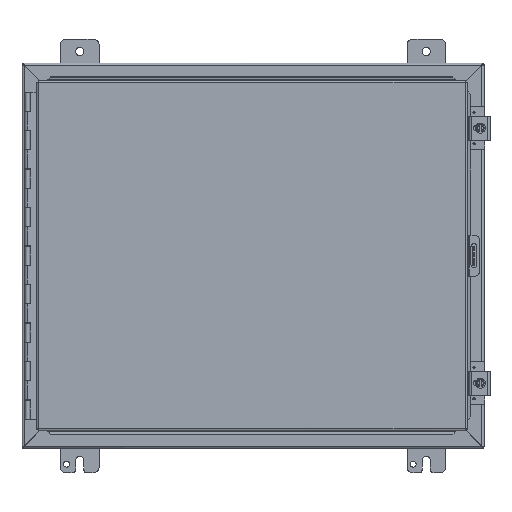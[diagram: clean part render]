
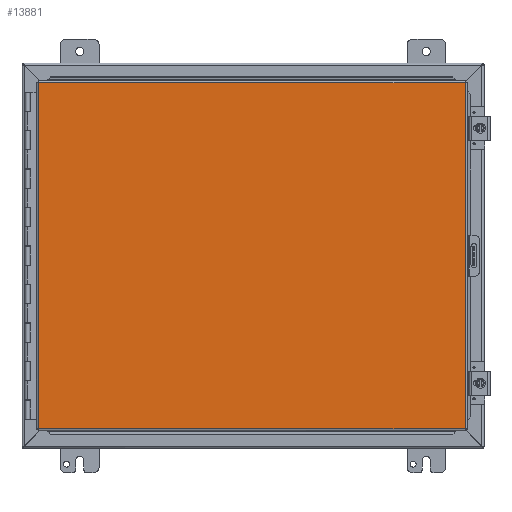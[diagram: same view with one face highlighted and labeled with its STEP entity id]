
A CAD part, top view. The second image highlights one B-rep face of the part: STEP entity #13881.
In plain terms, the highlighted face is planar.
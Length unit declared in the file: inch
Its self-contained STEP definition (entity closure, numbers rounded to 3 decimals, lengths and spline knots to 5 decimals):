
#13038=CARTESIAN_POINT('',(-11.08225,-8.9885,0.));
#13039=VERTEX_POINT('',#13038);
#13050=CARTESIAN_POINT('',(11.08225,-8.9885,0.));
#13051=VERTEX_POINT('',#13050);
#13052=CARTESIAN_POINT('',(11.08225,-8.9885,0.0));
#13053=DIRECTION('',(-1.0,0.0,0.0));
#13054=VECTOR('',#13053,22.1645);
#13055=LINE('',#13052,#13054);
#13056=EDGE_CURVE('',#13051,#13039,#13055,.T.);
#13172=CARTESIAN_POINT('',(-11.08225,8.9885,0.));
#13173=VERTEX_POINT('',#13172);
#13271=CARTESIAN_POINT('',(11.08225,8.9885,0.));
#13272=VERTEX_POINT('',#13271);
#13283=CARTESIAN_POINT('',(-11.08225,8.9885,0.0));
#13284=DIRECTION('',(1.0,0.0,0.0));
#13285=VECTOR('',#13284,22.1645);
#13286=LINE('',#13283,#13285);
#13287=EDGE_CURVE('',#13173,#13272,#13286,.T.);
#13592=CARTESIAN_POINT('',(-11.08225,-8.9885,0.0));
#13593=DIRECTION('',(0.0,1.0,0.0));
#13594=VECTOR('',#13593,17.977);
#13595=LINE('',#13592,#13594);
#13596=EDGE_CURVE('',#13039,#13173,#13595,.T.);
#13686=CARTESIAN_POINT('',(11.08225,8.9885,0.0));
#13687=DIRECTION('',(0.0,-1.0,0.0));
#13688=VECTOR('',#13687,17.977);
#13689=LINE('',#13686,#13688);
#13690=EDGE_CURVE('',#13272,#13051,#13689,.T.);
#13870=CARTESIAN_POINT('',(0.,0.,0.0));
#13871=DIRECTION('',(0.0,0.0,1.0));
#13872=DIRECTION('',(1.0,0.0,0.0));
#13873=AXIS2_PLACEMENT_3D('',#13870,#13871,#13872);
#13874=PLANE('',#13873);
#13875=ORIENTED_EDGE('',*,*,#13596,.T.);
#13876=ORIENTED_EDGE('',*,*,#13287,.T.);
#13877=ORIENTED_EDGE('',*,*,#13690,.T.);
#13878=ORIENTED_EDGE('',*,*,#13056,.T.);
#13879=EDGE_LOOP('',(#13875,#13876,#13877,#13878));
#13880=FACE_OUTER_BOUND('',#13879,.T.);
#13881=ADVANCED_FACE('',(#13880),#13874,.F.);
